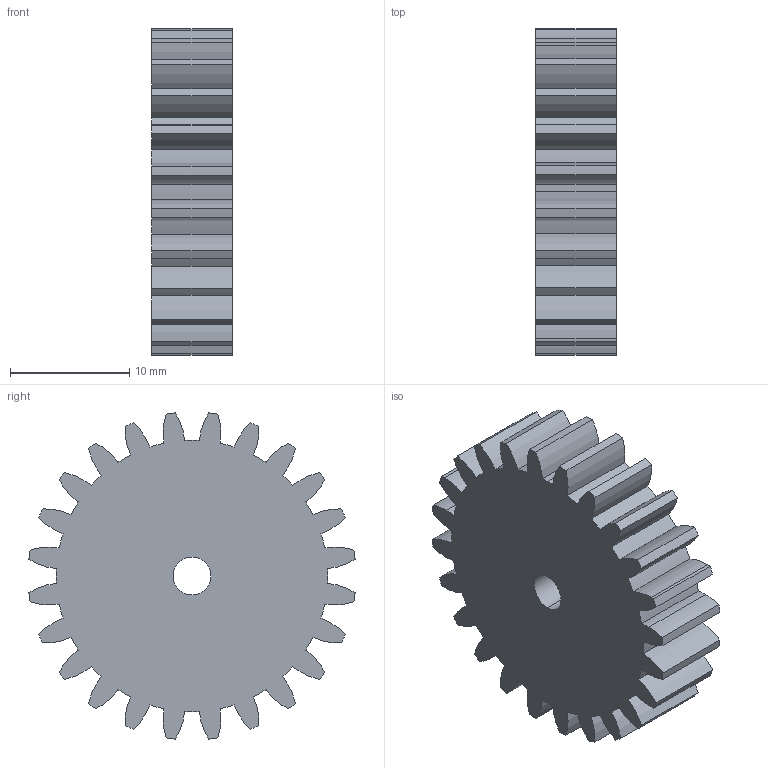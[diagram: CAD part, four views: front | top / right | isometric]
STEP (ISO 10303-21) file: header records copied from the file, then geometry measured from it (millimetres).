
FILE_DESCRIPTION (( 'STEP AP214' ), '1' );
FILE_NAME ('24T Gear.STEP', '2025-03-13T19:33:38', ( '' ), ( '' ), 'SwSTEP 2.0', 'SolidWorks 2024', '' );
FILE_SCHEMA (( 'AUTOMOTIVE_DESIGN' ));
Length unit declared in the file: inch
Products named in the file (1): 24T Gear
Bounding box: 6.73 x 27.37 x 27.37 mm (x, y, z)
Volume: 3248.5 mm3; surface area: 2155.5 mm2
Topology: 1 solids, 1 shells, 105 faces, 309 edges, 206 vertices
Faces by surface type: cylinder 103, plane 2
Entity records: 3660 total; most frequent: DIRECTION 727, CARTESIAN_POINT 621, ORIENTED_EDGE 618, AXIS2_PLACEMENT_3D 312, EDGE_CURVE 309, VERTEX_POINT 206, CIRCLE 206, EDGE_LOOP 107
